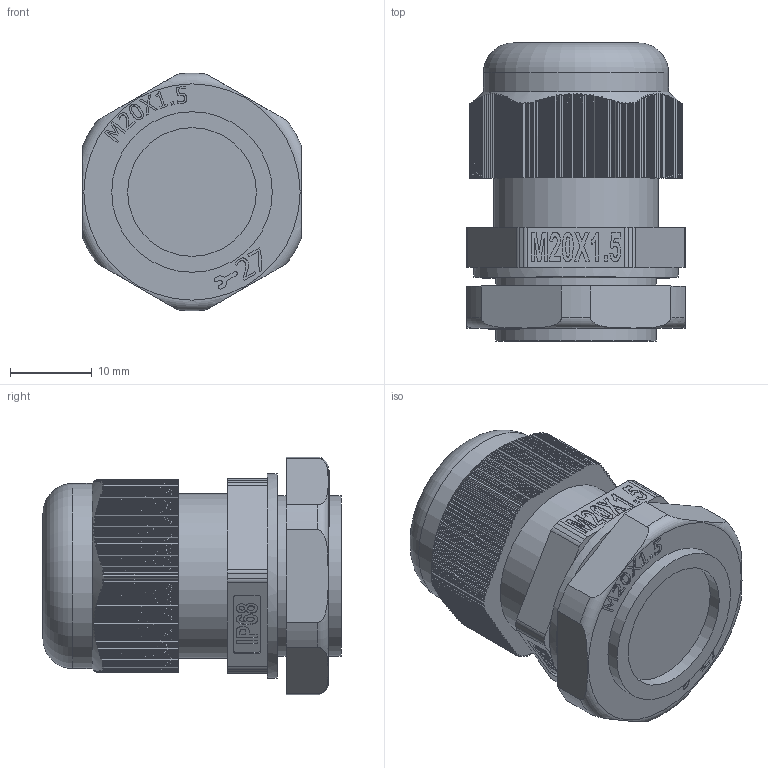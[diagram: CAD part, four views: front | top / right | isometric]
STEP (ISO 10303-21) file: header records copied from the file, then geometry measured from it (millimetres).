
FILE_DESCRIPTION(/* description */ (''),/* implementation_level */ '2;1');
FILE_NAME(/* name */ '',/* time_stamp */ '2025-07-22T11:28:13+07:00',/* author */ ('zeta-86'),/* organization */ (''),/* preprocessor_version */ 'ST-DEVELOPER v19.2',/* originating_system */ 'Autodesk Inventor 2024',/* authorisation */ '');
FILE_SCHEMA (('AUTOMOTIVE_DESIGN { 1 0 10303 214 3 1 1 }'));
Length unit declared in the file: millimetre
Products named in the file (1): ZETARUS MG-20
Bounding box: 26.7 x 36.4 x 28.98 mm (x, y, z)
Volume: 15434.1 mm3; surface area: 4827.5 mm2
Topology: 1 solids, 1 shells, 952 faces, 2727 edges, 1814 vertices
Faces by surface type: plane 510, cylinder 328, bspline 109, torus 4, cone 1
Full cylindrical faces by diameter (mm): 12.3 x1, 15.7 x1, 19.6 x2, 20.1 x1, 22.6 x1, 25 x1
Entity records: 34085 total; most frequent: CARTESIAN_POINT 10956, ORIENTED_EDGE 5454, DIRECTION 4003, EDGE_CURVE 2727, VERTEX_POINT 1814, LINE 1509, VECTOR 1509, AXIS2_PLACEMENT_3D 1247
